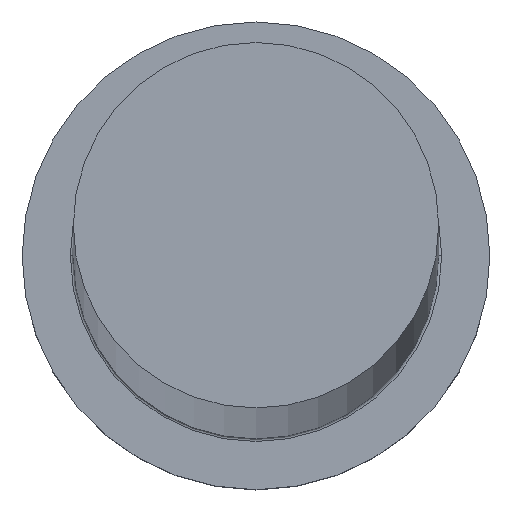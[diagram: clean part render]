
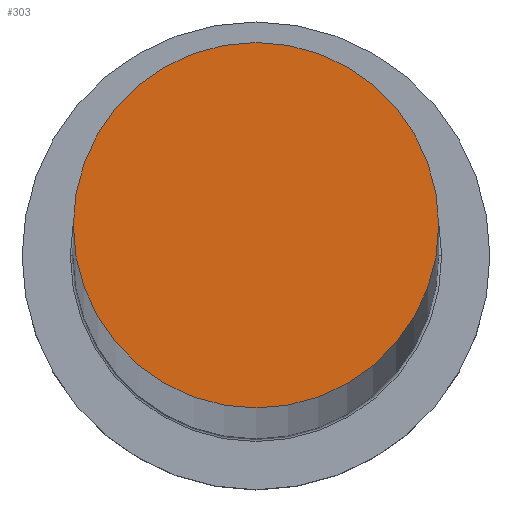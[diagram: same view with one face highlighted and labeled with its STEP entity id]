
A CAD part, top view. The second image highlights one B-rep face of the part: STEP entity #303.
In plain terms, the highlighted planar face has unit normal (0, 0, 1).
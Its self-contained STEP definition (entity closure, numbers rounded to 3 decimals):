
#5 = AXIS2_PLACEMENT_3D ( 'NONE', #48, #27, #32 ) ;
#15 = CARTESIAN_POINT ( 'NONE',  ( 0., 0., 1210. ) ) ;
#16 = CIRCLE ( 'NONE', #189, 12.5 ) ;
#27 = DIRECTION ( 'NONE',  ( 0., 0., 1. ) ) ;
#32 = DIRECTION ( 'NONE',  ( 1., 0., 0. ) ) ;
#39 = CARTESIAN_POINT ( 'NONE',  ( -12.5, 0., 1210. ) ) ;
#48 = CARTESIAN_POINT ( 'NONE',  ( 0., 0., 1210. ) ) ;
#66 = DIRECTION ( 'NONE',  ( 0., 0., 1. ) ) ;
#81 = ORIENTED_EDGE ( 'NONE', *, *, #229, .T. ) ;
#107 = DIRECTION ( 'NONE',  ( 1., 0., 0. ) ) ;
#111 = VERTEX_POINT ( 'NONE', #172 ) ;
#156 = PLANE ( 'NONE',  #264 ) ;
#172 = CARTESIAN_POINT ( 'NONE',  ( 12.5, 0., 1210. ) ) ;
#189 = AXIS2_PLACEMENT_3D ( 'NONE', #246, #244, #193 ) ;
#193 = DIRECTION ( 'NONE',  ( 1., 0., 0. ) ) ;
#197 = EDGE_LOOP ( 'NONE', ( #81, #294 ) ) ;
#203 = EDGE_CURVE ( 'NONE', #111, #298, #284, .T. ) ;
#229 = EDGE_CURVE ( 'NONE', #298, #111, #16, .T. ) ;
#234 = FACE_OUTER_BOUND ( 'NONE', #197, .T. ) ;
#244 = DIRECTION ( 'NONE',  ( 0., 0., 1. ) ) ;
#246 = CARTESIAN_POINT ( 'NONE',  ( 0., 0., 1210. ) ) ;
#264 = AXIS2_PLACEMENT_3D ( 'NONE', #15, #66, #107 ) ;
#284 = CIRCLE ( 'NONE', #5, 12.5 ) ;
#294 = ORIENTED_EDGE ( 'NONE', *, *, #203, .T. ) ;
#298 = VERTEX_POINT ( 'NONE', #39 ) ;
#303 = ADVANCED_FACE ( 'NONE', ( #234 ), #156, .T. ) ;
